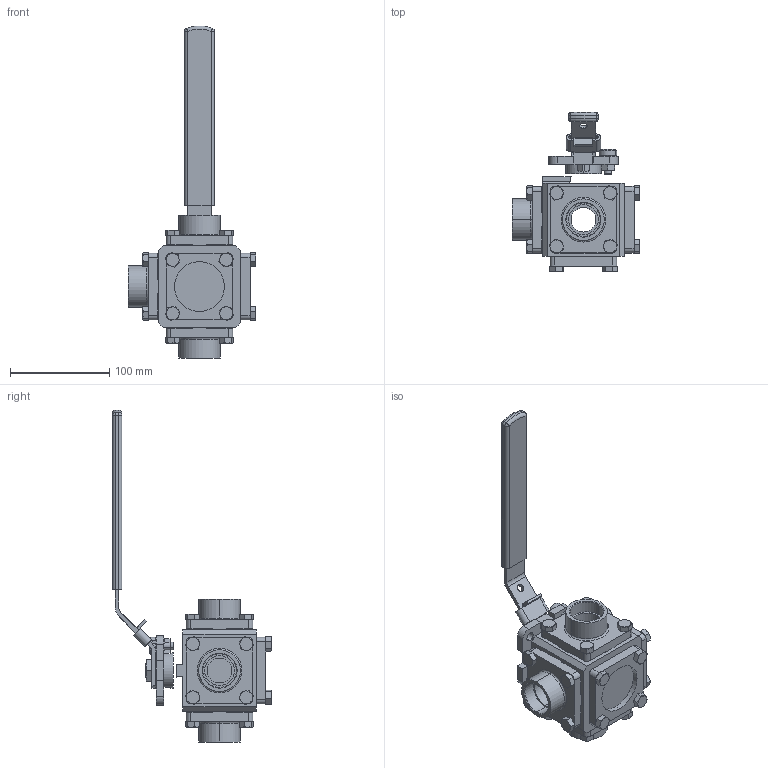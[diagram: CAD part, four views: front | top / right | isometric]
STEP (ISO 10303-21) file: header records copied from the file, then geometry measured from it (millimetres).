
FILE_DESCRIPTION (( 'STEP AP214' ), '1' );
FILE_NAME ('33-SW-0100-XXX.step', '2019-09-30T20:17:59', ( '' ), ( '' ), 'SwSTEP 2.0', 'SolidWorks 2019', '' );
FILE_SCHEMA (( 'AUTOMOTIVE_DESIGN' ));
Length unit declared in the file: inch
Products named in the file (2): 33-SW-0100-XXX
Bounding box: 129 x 160.34 x 334.68 mm (x, y, z)
Surface area: 127908 mm2 (no closed solid volume)
Topology: 0 solids, 38 shells, 573 faces, 1595 edges, 1074 vertices
Faces by surface type: plane 291, cone 141, cylinder 129, torus 8, sphere 4
Entity records: 26835 total; most frequent: CARTESIAN_POINT 4924, DIRECTION 3014, ORIENTED_EDGE 2743, EDGE_CURVE 1591, AXIS2_PLACEMENT_3D 1128, VERTEX_POINT 1074, LINE 758, VECTOR 758
